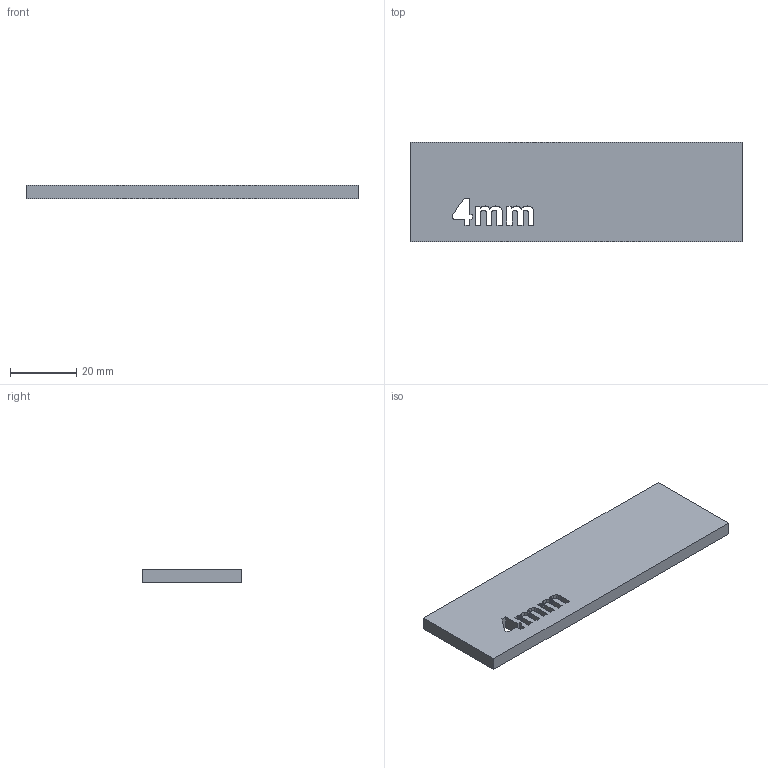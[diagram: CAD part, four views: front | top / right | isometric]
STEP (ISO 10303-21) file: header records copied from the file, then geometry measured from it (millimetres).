
FILE_DESCRIPTION(('FreeCAD Model'),'2;1');
FILE_NAME('Open CASCADE Shape Model','2026-01-17T13:35:36',(''),(''), 'Open CASCADE STEP processor 7.8','FreeCAD','Unknown');
FILE_SCHEMA(('AUTOMOTIVE_DESIGN { 1 0 10303 214 1 1 1 1 }'));
Length unit declared in the file: millimetre
Products named in the file (1): Dystans 4mm
Bounding box: 100 x 30 x 4 mm (x, y, z)
Volume: 11636.8 mm3; surface area: 7322.1 mm2
Topology: 1 solids, 1 shells, 89 faces, 261 edges, 174 vertices
Faces by surface type: extrusion 50, plane 39
Entity records: 3335 total; most frequent: CARTESIAN_POINT 1131, ORIENTED_EDGE 522, DIRECTION 291, EDGE_CURVE 261, VECTOR 211, VERTEX_POINT 174, LINE 161, B_SPLINE_CURVE_WITH_KNOTS 150
